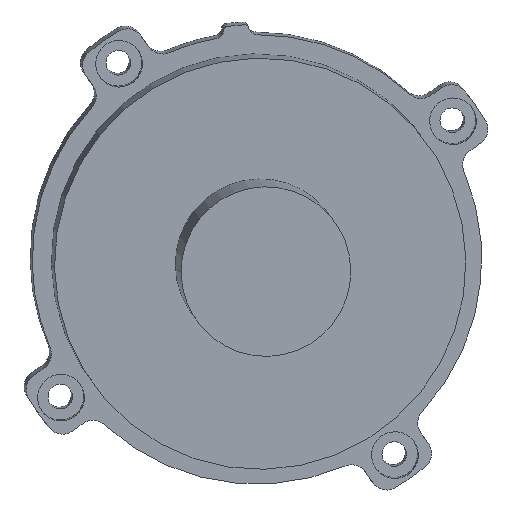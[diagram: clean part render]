
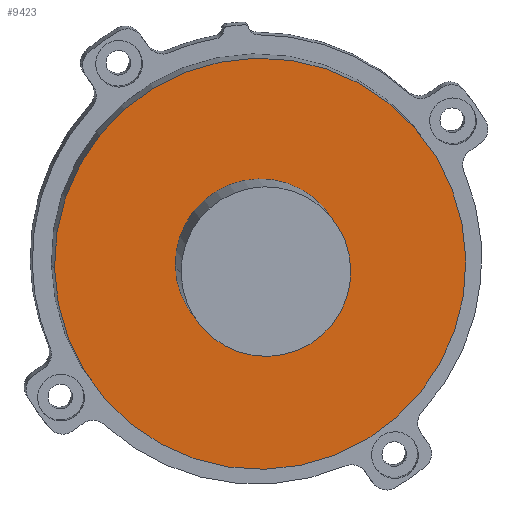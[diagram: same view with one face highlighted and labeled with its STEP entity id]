
A CAD part, isometric view. The second image highlights one B-rep face of the part: STEP entity #9423.
In plain terms, the highlighted planar face has unit normal (-0.571, -0.619, 0.539).
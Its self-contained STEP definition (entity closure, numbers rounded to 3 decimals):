
#98 = FACE_OUTER_BOUND ( 'NONE', #6487, .T. ) ;
#102 = FACE_BOUND ( 'NONE', #6316, .T. ) ;
#606 = AXIS2_PLACEMENT_3D ( 'NONE', #11389, #11387, #11384 ) ;
#1247 = AXIS2_PLACEMENT_3D ( 'NONE', #11108, #11090, #11105 ) ;
#2202 = EDGE_CURVE ( 'NONE', #6253, #6690, #6445, .T. ) ;
#3529 = EDGE_CURVE ( 'NONE', #6489, #11262, #12702, .T. ) ;
#3811 = AXIS2_PLACEMENT_3D ( 'NONE', #8504, #8502, #8501 ) ;
#3859 = AXIS2_PLACEMENT_3D ( 'NONE', #8579, #8578, #8577 ) ;
#3894 = EDGE_CURVE ( 'NONE', #11262, #6489, #12586, .T. ) ;
#3944 = EDGE_CURVE ( 'NONE', #6690, #6253, #12530, .T. ) ;
#4134 = AXIS2_PLACEMENT_3D ( 'NONE', #8774, #8773, #8772 ) ;
#4963 = CARTESIAN_POINT ( 'NONE',  ( 575.345, -22.733, 424.951 ) ) ;
#5074 = CARTESIAN_POINT ( 'NONE',  ( 550.17, 0.489, 424.951 ) ) ;
#5162 = CARTESIAN_POINT ( 'NONE',  ( 539.695, 10.15, 424.951 ) ) ;
#6253 = VERTEX_POINT ( 'NONE', #5162 ) ;
#6316 = EDGE_LOOP ( 'NONE', ( #14055, #13966 ) ) ;
#6445 = CIRCLE ( 'NONE', #1247, 24.25 ) ;
#6487 = EDGE_LOOP ( 'NONE', ( #13763, #13331 ) ) ;
#6489 = VERTEX_POINT ( 'NONE', #5074 ) ;
#6690 = VERTEX_POINT ( 'NONE', #4963 ) ;
#8501 = DIRECTION ( 'NONE',  ( -0.735, 0.678, 0. ) ) ;
#8502 = DIRECTION ( 'NONE',  ( -0.571, -0.619, 0.539 ) ) ;
#8504 = CARTESIAN_POINT ( 'NONE',  ( 557.52, -6.291, 424.951 ) ) ;
#8577 = DIRECTION ( 'NONE',  ( -0.735, 0.678, 0. ) ) ;
#8578 = DIRECTION ( 'NONE',  ( 0.571, 0.619, -0.539 ) ) ;
#8579 = CARTESIAN_POINT ( 'NONE',  ( 557.52, -6.291, 424.951 ) ) ;
#8772 = DIRECTION ( 'NONE',  ( -0.735, 0.678, 0. ) ) ;
#8773 = DIRECTION ( 'NONE',  ( 0.571, 0.619, -0.539 ) ) ;
#8774 = CARTESIAN_POINT ( 'NONE',  ( 557.52, -6.291, 424.951 ) ) ;
#9423 = ADVANCED_FACE ( 'NONE', ( #102, #98 ), #11425, .T. ) ;
#10026 = CARTESIAN_POINT ( 'NONE',  ( 564.871, -13.071, 424.951 ) ) ;
#11090 = DIRECTION ( 'NONE',  ( -0.571, -0.619, 0.539 ) ) ;
#11105 = DIRECTION ( 'NONE',  ( -0.735, 0.678, 0. ) ) ;
#11108 = CARTESIAN_POINT ( 'NONE',  ( 557.52, -6.291, 424.951 ) ) ;
#11262 = VERTEX_POINT ( 'NONE', #10026 ) ;
#11384 = DIRECTION ( 'NONE',  ( 0.814, -0.342, 0.47 ) ) ;
#11387 = DIRECTION ( 'NONE',  ( -0.571, -0.619, 0.539 ) ) ;
#11389 = CARTESIAN_POINT ( 'NONE',  ( 540.169, -15.241, 396.257 ) ) ;
#11425 = PLANE ( 'NONE',  #606 ) ;
#12530 = CIRCLE ( 'NONE', #3811, 24.25 ) ;
#12586 = CIRCLE ( 'NONE', #3859, 10. ) ;
#12702 = CIRCLE ( 'NONE', #4134, 10. ) ;
#13331 = ORIENTED_EDGE ( 'NONE', *, *, #3944, .T. ) ;
#13763 = ORIENTED_EDGE ( 'NONE', *, *, #2202, .T. ) ;
#13966 = ORIENTED_EDGE ( 'NONE', *, *, #3894, .T. ) ;
#14055 = ORIENTED_EDGE ( 'NONE', *, *, #3529, .T. ) ;
